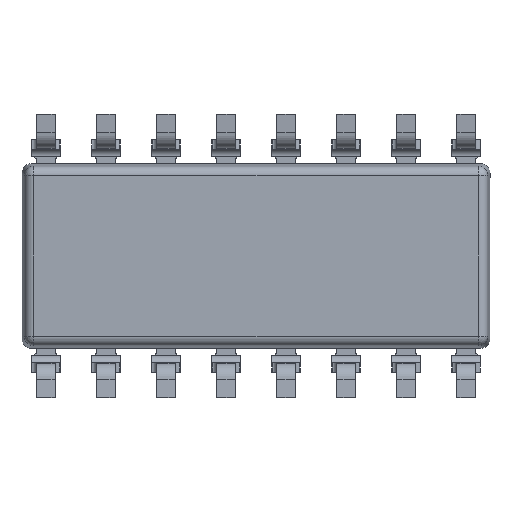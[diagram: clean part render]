
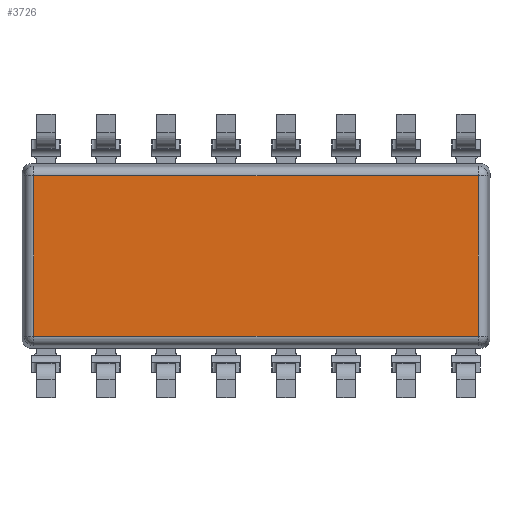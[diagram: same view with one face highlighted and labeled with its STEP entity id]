
A CAD part, front view. The second image highlights one B-rep face of the part: STEP entity #3726.
In plain terms, the highlighted face is planar.
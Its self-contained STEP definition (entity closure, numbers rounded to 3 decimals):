
#482 = CARTESIAN_POINT ( 'NONE',  ( 9.651, 0.589, -0.249 ) ) ;
#507 = LINE ( 'NONE', #7639, #2362 ) ;
#1080 = ORIENTED_EDGE ( 'NONE', *, *, #3394, .T. ) ;
#1422 = FACE_OUTER_BOUND ( 'NONE', #6960, .T. ) ;
#2035 = EDGE_CURVE ( 'NONE', #4729, #4092, #11876, .T. ) ;
#2362 = VECTOR ( 'NONE', #10927, 1000. ) ;
#3192 = EDGE_CURVE ( 'NONE', #3217, #4729, #3282, .T. ) ;
#3217 = VERTEX_POINT ( 'NONE', #9272 ) ;
#3282 = LINE ( 'NONE', #7858, #13006 ) ;
#3394 = EDGE_CURVE ( 'NONE', #7683, #3217, #507, .T. ) ;
#3726 = ADVANCED_FACE ( 'NONE', ( #1422 ), #9532, .F. ) ;
#3783 = ORIENTED_EDGE ( 'NONE', *, *, #2035, .T. ) ;
#3787 = CARTESIAN_POINT ( 'NONE',  ( 9.651, 0.589, 0. ) ) ;
#4092 = VERTEX_POINT ( 'NONE', #14637 ) ;
#4729 = VERTEX_POINT ( 'NONE', #482 ) ;
#4893 = CARTESIAN_POINT ( 'NONE',  ( 0.249, 0.589, -3.651 ) ) ;
#5896 = CARTESIAN_POINT ( 'NONE',  ( 0., 0.589, -3.651 ) ) ;
#6272 = EDGE_CURVE ( 'NONE', #4092, #7683, #8206, .T. ) ;
#6960 = EDGE_LOOP ( 'NONE', ( #3783, #9050, #1080, #8988 ) ) ;
#7242 = DIRECTION ( 'NONE',  ( -1., 0., 0. ) ) ;
#7405 = AXIS2_PLACEMENT_3D ( 'NONE', #11639, #14044, #11788 ) ;
#7639 = CARTESIAN_POINT ( 'NONE',  ( 0.249, 0.589, 0. ) ) ;
#7683 = VERTEX_POINT ( 'NONE', #4893 ) ;
#7858 = CARTESIAN_POINT ( 'NONE',  ( 0., 0.589, -0.249 ) ) ;
#8206 = LINE ( 'NONE', #5896, #13568 ) ;
#8988 = ORIENTED_EDGE ( 'NONE', *, *, #3192, .T. ) ;
#9050 = ORIENTED_EDGE ( 'NONE', *, *, #6272, .T. ) ;
#9272 = CARTESIAN_POINT ( 'NONE',  ( 0.249, 0.589, -0.249 ) ) ;
#9422 = VECTOR ( 'NONE', #10601, 1000. ) ;
#9532 = PLANE ( 'NONE',  #7405 ) ;
#10601 = DIRECTION ( 'NONE',  ( 0., 0., -1. ) ) ;
#10927 = DIRECTION ( 'NONE',  ( 0., 0., 1. ) ) ;
#11639 = CARTESIAN_POINT ( 'NONE',  ( 0., 0.589, 0. ) ) ;
#11788 = DIRECTION ( 'NONE',  ( 0., 0., -1. ) ) ;
#11876 = LINE ( 'NONE', #3787, #9422 ) ;
#12722 = DIRECTION ( 'NONE',  ( 1., 0., 0. ) ) ;
#13006 = VECTOR ( 'NONE', #12722, 1000. ) ;
#13568 = VECTOR ( 'NONE', #7242, 1000. ) ;
#14044 = DIRECTION ( 'NONE',  ( 0., -1., 0. ) ) ;
#14637 = CARTESIAN_POINT ( 'NONE',  ( 9.651, 0.589, -3.651 ) ) ;
